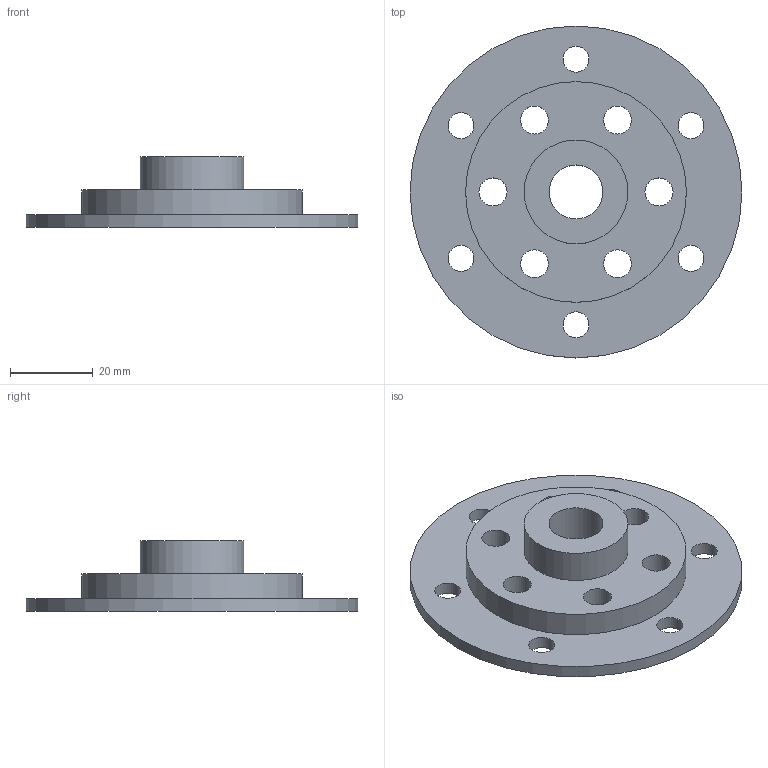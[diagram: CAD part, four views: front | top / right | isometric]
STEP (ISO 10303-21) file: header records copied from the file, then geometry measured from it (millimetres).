
FILE_DESCRIPTION(('FreeCAD Model'),'2;1');
FILE_NAME('Adaptateur_Mot.step', '2019-10-15T18:05:42',(''),(''),'Open CASCADE STEP processor 6.8', 'FreeCAD','Unknown');
FILE_SCHEMA(('AUTOMOTIVE_DESIGN_CC2 { 1 2 10303 214 -1 1 5 4 }'));
Length unit declared in the file: millimetre
Products named in the file (1): Pocket012
Bounding box: 80 x 80 x 17 mm (x, y, z)
Volume: 27602.8 mm3; surface area: 13568 mm2
Topology: 1 solids, 1 shells, 20 faces, 48 edges, 32 vertices
Faces by surface type: cylinder 16, plane 4
Full cylindrical faces by diameter (mm): 6.25 x6, 6.75 x6, 13 x1, 25 x1, 53.2 x1, 80 x1
Entity records: 1301 total; most frequent: DIRECTION 218, CARTESIAN_POINT 197, ORIENTED_EDGE 96, PCURVE 96, DEFINITIONAL_REPRESENTATION 96, LINE 80, VECTOR 80, CIRCLE 64
